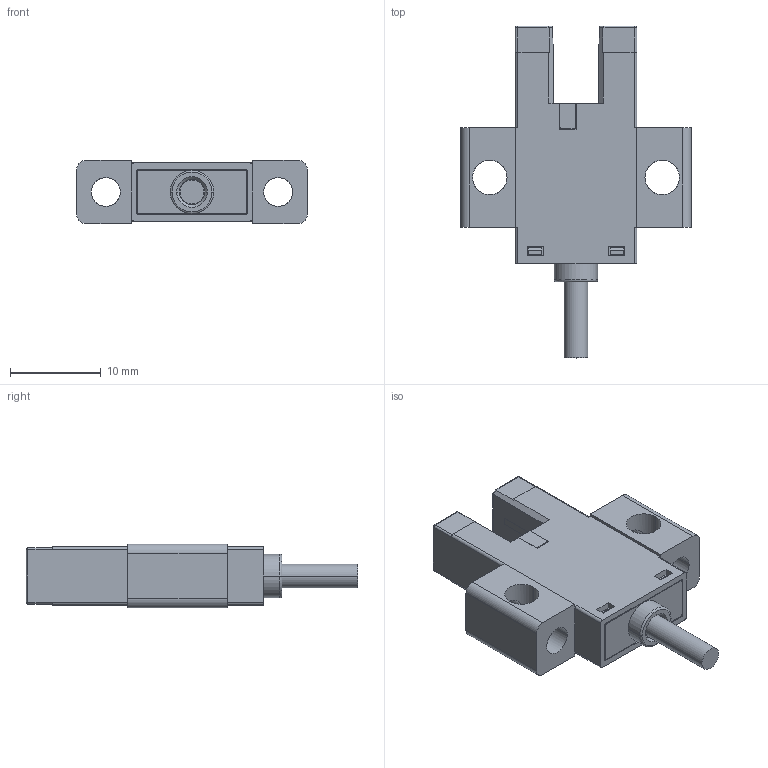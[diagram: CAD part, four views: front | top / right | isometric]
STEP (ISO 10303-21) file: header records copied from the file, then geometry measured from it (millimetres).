
FILE_DESCRIPTION((''),'2;1');
FILE_NAME('IGS_GL5_U_CB_ASM','2011-03-24T',('sereneee'),(''),'PRO/ENGINEER BY PARAMETRIC TECHNOLOGY CORPORATION, 2006140','PRO/ENGINEER BY PARAMETRIC TECHNOLOGY CORPORATION, 2006140','');
FILE_SCHEMA(('CONFIG_CONTROL_DESIGN'));
Length unit declared in the file: millimetre
Products named in the file (6): SG00176-GL5-OK-FM-CB-UT; SG00188-GL5-O-SA2-CB-UT_ASM; SG00186-GL5-O-CB-UTL; SG00167-GL5-OK-HG-CB-U; SG00393-GL5-OK-LG-CB-CO-L; IGS_GL5_U_CB_ASM
Assembly tree (5 placements, depth 3):
  IGS_GL5_U_CB_ASM
    SG00188-GL5-O-SA2-CB-UT_ASM
      SG00176-GL5-OK-FM-CB-UT
    SG00186-GL5-O-CB-UTL
    SG00167-GL5-OK-HG-CB-U
    SG00393-GL5-OK-LG-CB-CO-L
Bounding box: 25.4 x 36.6 x 7 mm (x, y, z)
Volume: 1527 mm3; surface area: 3152.3 mm2
Topology: 6 solids, 6 shells, 281 faces, 762 edges, 494 vertices
Faces by surface type: plane 203, cylinder 70, sphere 4, cone 2, torus 2
Entity records: 9138 total; most frequent: CARTESIAN_POINT 1858, ORIENTED_EDGE 1524, DIRECTION 1412, EDGE_CURVE 762, VECTOR 614, LINE 614, VERTEX_POINT 494, AXIS2_PLACEMENT_3D 399
